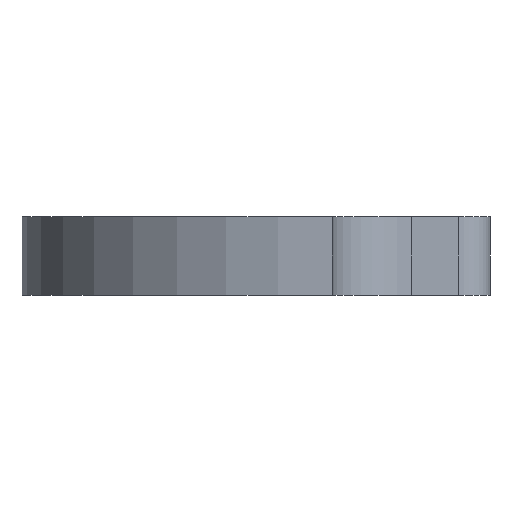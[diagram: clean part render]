
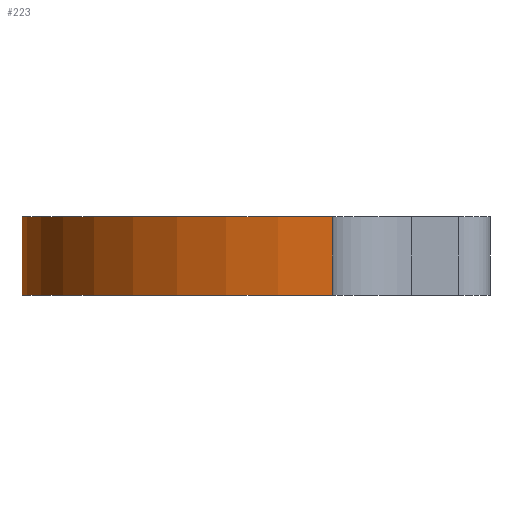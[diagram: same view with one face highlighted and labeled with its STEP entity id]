
A CAD part, left-side view. The second image highlights one B-rep face of the part: STEP entity #223.
In plain terms, the highlighted cylindrical face has radius 20.003 mm (diameter 40.005 mm), a partial arc.
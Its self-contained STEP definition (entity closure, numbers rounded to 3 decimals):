
#5 = CIRCLE ( 'NONE', #30, 20.003 ) ;
#30 = AXIS2_PLACEMENT_3D ( 'NONE', #728, #603, #401 ) ;
#33 = CARTESIAN_POINT ( 'NONE',  ( -20., 10., 5. ) ) ;
#48 = VERTEX_POINT ( 'NONE', #753 ) ;
#81 = CARTESIAN_POINT ( 'NONE',  ( -20., 10., 5. ) ) ;
#107 = VERTEX_POINT ( 'NONE', #397 ) ;
#144 = EDGE_CURVE ( 'NONE', #604, #48, #460, .T. ) ;
#169 = DIRECTION ( 'NONE',  ( 0., 0., -1. ) ) ;
#196 = CARTESIAN_POINT ( 'NONE',  ( 0., 9.683, 5. ) ) ;
#200 = DIRECTION ( 'NONE',  ( 0., 0., -1. ) ) ;
#223 = ADVANCED_FACE ( 'NONE', ( #507 ), #321, .T. ) ;
#228 = LINE ( 'NONE', #475, #364 ) ;
#229 = VERTEX_POINT ( 'NONE', #567 ) ;
#233 = ORIENTED_EDGE ( 'NONE', *, *, #451, .T. ) ;
#307 = EDGE_LOOP ( 'NONE', ( #657, #790, #358, #233 ) ) ;
#321 = CYLINDRICAL_SURFACE ( 'NONE', #458, 20.003 ) ;
#358 = ORIENTED_EDGE ( 'NONE', *, *, #563, .F. ) ;
#364 = VECTOR ( 'NONE', #169, 1000. ) ;
#383 = DIRECTION ( 'NONE',  ( -1., 0., 0. ) ) ;
#384 = CARTESIAN_POINT ( 'NONE',  ( 0., 9.683, 0. ) ) ;
#397 = CARTESIAN_POINT ( 'NONE',  ( 20., 10., 0. ) ) ;
#401 = DIRECTION ( 'NONE',  ( 1., 0., 0. ) ) ;
#442 = DIRECTION ( 'NONE',  ( 1., 0., 0. ) ) ;
#451 = EDGE_CURVE ( 'NONE', #229, #107, #228, .T. ) ;
#458 = AXIS2_PLACEMENT_3D ( 'NONE', #196, #200, #383 ) ;
#460 = LINE ( 'NONE', #81, #746 ) ;
#465 = CIRCLE ( 'NONE', #642, 20.003 ) ;
#475 = CARTESIAN_POINT ( 'NONE',  ( 20., 10., 5. ) ) ;
#507 = FACE_OUTER_BOUND ( 'NONE', #307, .T. ) ;
#508 = DIRECTION ( 'NONE',  ( 0., 0., 1. ) ) ;
#563 = EDGE_CURVE ( 'NONE', #229, #604, #5, .T. ) ;
#567 = CARTESIAN_POINT ( 'NONE',  ( 20., 10., 5. ) ) ;
#603 = DIRECTION ( 'NONE',  ( 0., 0., 1. ) ) ;
#604 = VERTEX_POINT ( 'NONE', #33 ) ;
#642 = AXIS2_PLACEMENT_3D ( 'NONE', #384, #508, #442 ) ;
#657 = ORIENTED_EDGE ( 'NONE', *, *, #705, .T. ) ;
#705 = EDGE_CURVE ( 'NONE', #107, #48, #465, .T. ) ;
#709 = DIRECTION ( 'NONE',  ( 0., 0., -1. ) ) ;
#728 = CARTESIAN_POINT ( 'NONE',  ( 0., 9.683, 5. ) ) ;
#746 = VECTOR ( 'NONE', #709, 1000. ) ;
#753 = CARTESIAN_POINT ( 'NONE',  ( -20., 10., 0. ) ) ;
#790 = ORIENTED_EDGE ( 'NONE', *, *, #144, .F. ) ;
